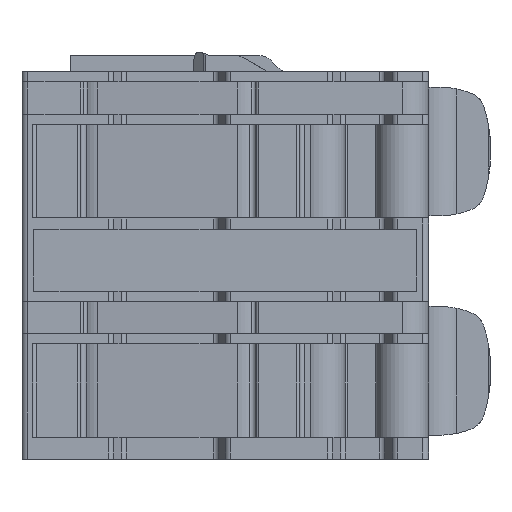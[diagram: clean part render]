
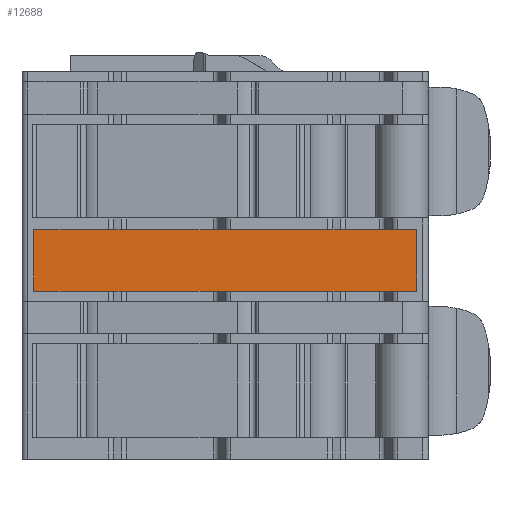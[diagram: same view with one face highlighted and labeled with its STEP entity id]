
A CAD part, front view. The second image highlights one B-rep face of the part: STEP entity #12688.
In plain terms, the highlighted planar face has unit normal (0, -1, 0).
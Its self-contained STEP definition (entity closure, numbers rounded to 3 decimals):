
#2351=ORIENTED_EDGE('',*,*,#4510,.F.);
#2352=ORIENTED_EDGE('',*,*,#4512,.F.);
#2353=ORIENTED_EDGE('',*,*,#4507,.T.);
#2354=ORIENTED_EDGE('',*,*,#4513,.T.);
#4507=EDGE_CURVE('',#5633,#5632,#6467,.T.);
#4510=EDGE_CURVE('',#5634,#5635,#6470,.T.);
#4512=EDGE_CURVE('',#5633,#5634,#6472,.T.);
#4513=EDGE_CURVE('',#5632,#5635,#6473,.T.);
#5632=VERTEX_POINT('',#18783);
#5633=VERTEX_POINT('',#18785);
#5634=VERTEX_POINT('',#18789);
#5635=VERTEX_POINT('',#18791);
#6467=LINE('',#18784,#7396);
#6470=LINE('',#18790,#7399);
#6472=LINE('',#18794,#7401);
#6473=LINE('',#18795,#7402);
#7396=VECTOR('',#15619,1000.);
#7399=VECTOR('',#15624,1000.);
#7401=VECTOR('',#15628,1000.);
#7402=VECTOR('',#15629,1000.);
#7953=EDGE_LOOP('',(#2351,#2352,#2353,#2354));
#8462=FACE_BOUND('',#7953,.T.);
#8843=PLANE('',#13489);
#12688=ADVANCED_FACE('',(#8462),#8843,.T.);
#13489=AXIS2_PLACEMENT_3D('',#18793,#15626,#15627);
#15619=DIRECTION('',(-1.,0.,0.));
#15624=DIRECTION('',(-1.,0.,0.));
#15626=DIRECTION('',(0.,-1.,0.));
#15627=DIRECTION('',(0.,0.,-1.));
#15628=DIRECTION('',(0.,0.,-1.));
#15629=DIRECTION('',(0.,0.,-1.));
#18783=CARTESIAN_POINT('',(-16.8,1.8,14.2));
#18784=CARTESIAN_POINT('',(9.4,1.8,14.2));
#18785=CARTESIAN_POINT('',(9.4,1.8,14.2));
#18789=CARTESIAN_POINT('',(9.4,1.8,10.));
#18790=CARTESIAN_POINT('',(9.4,1.8,10.));
#18791=CARTESIAN_POINT('',(-16.8,1.8,10.));
#18793=CARTESIAN_POINT('',(9.4,1.8,14.2));
#18794=CARTESIAN_POINT('',(9.4,1.8,14.2));
#18795=CARTESIAN_POINT('',(-16.8,1.8,14.2));
